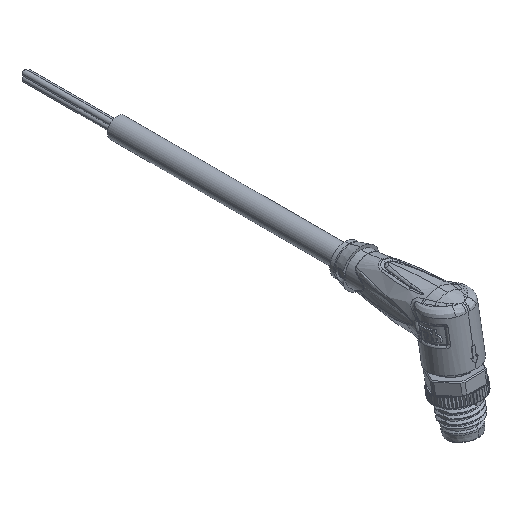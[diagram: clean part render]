
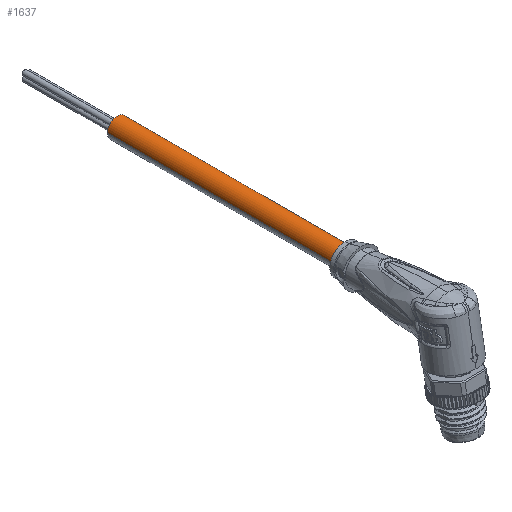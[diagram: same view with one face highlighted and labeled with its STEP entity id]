
A CAD part, isometric view. The second image highlights one B-rep face of the part: STEP entity #1637.
In plain terms, the highlighted cylindrical face has radius 2.15 mm (diameter 4.3 mm), a partial arc.
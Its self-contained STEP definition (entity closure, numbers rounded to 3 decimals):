
#1637=ADVANCED_FACE('',(#4604),#4605,.T.);
#4604=FACE_OUTER_BOUND('',#8753,.T.);
#4605=CYLINDRICAL_SURFACE('',#8754,2.15);
#8753=EDGE_LOOP('',(#27144,#27145,#27146,#27147));
#8754=AXIS2_PLACEMENT_3D('',#27148,#27149,#27150);
#27144=ORIENTED_EDGE('',*,*,#34987,.T.);
#27145=ORIENTED_EDGE('',*,*,#34992,.F.);
#27146=ORIENTED_EDGE('',*,*,#34989,.T.);
#27147=ORIENTED_EDGE('',*,*,#34993,.F.);
#27148=CARTESIAN_POINT('',(0.0,47.5,0.0));
#27149=DIRECTION('',(-0.0,1.0,0.0));
#27150=DIRECTION('',(1.0,0.0,0.0));
#34987=EDGE_CURVE('',#37345,#37346,#37347,.T.);
#34989=EDGE_CURVE('',#37350,#37348,#37351,.T.);
#34992=EDGE_CURVE('',#37350,#37346,#37354,.T.);
#34993=EDGE_CURVE('',#37345,#37348,#37355,.T.);
#37345=VERTEX_POINT('',#40662);
#37346=VERTEX_POINT('',#40663);
#37347=LINE('',#40664,#40665);
#37348=VERTEX_POINT('',#40666);
#37350=VERTEX_POINT('',#40668);
#37351=LINE('',#40669,#40670);
#37354=CIRCLE('',#40673,2.15);
#37355=CIRCLE('',#40674,2.15);
#40662=CARTESIAN_POINT('',(2.15,22.5,0.0));
#40663=CARTESIAN_POINT('',(2.15,72.5,0.0));
#40664=CARTESIAN_POINT('',(2.15,47.5,0.));
#40665=VECTOR('',#50311,1.0);
#40666=CARTESIAN_POINT('',(-2.15,22.5,0.));
#40668=CARTESIAN_POINT('',(-2.15,72.5,0.));
#40669=CARTESIAN_POINT('',(-2.15,47.5,0.));
#40670=VECTOR('',#50315,1.0);
#40673=AXIS2_PLACEMENT_3D('',#50319,#50320,#50321);
#40674=AXIS2_PLACEMENT_3D('',#50322,#50323,#50324);
#50311=DIRECTION('',(0.0,1.0,0.0));
#50315=DIRECTION('',(-0.0,-1.0,-0.0));
#50319=CARTESIAN_POINT('',(0.0,72.5,0.0));
#50320=DIRECTION('',(-0.0,1.0,0.0));
#50321=DIRECTION('',(1.0,0.0,0.0));
#50322=CARTESIAN_POINT('',(0.0,22.5,0.0));
#50323=DIRECTION('',(0.0,-1.0,0.0));
#50324=DIRECTION('',(1.0,0.0,0.0));
